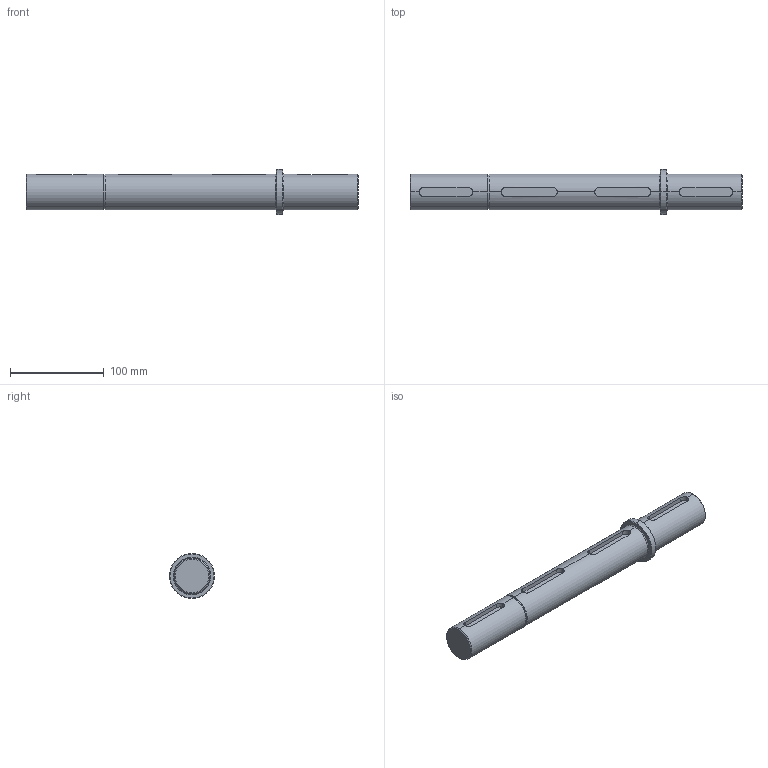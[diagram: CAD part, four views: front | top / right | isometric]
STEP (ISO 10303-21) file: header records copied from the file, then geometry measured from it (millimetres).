
FILE_DESCRIPTION (( 'STEP AP214' ), '1' );
FILE_NAME ('HBR-67-DS.step', '2019-06-11T14:18:33', ( '' ), ( '' ), 'SwSTEP 2.0', 'SolidWorks 2018', '' );
FILE_SCHEMA (( 'AUTOMOTIVE_DESIGN' ));
Length unit declared in the file: inch
Products named in the file (1): HBR-67-DS
Bounding box: 354.02 x 48 x 48 mm (x, y, z)
Volume: 396809.6 mm3; surface area: 48558.6 mm2
Topology: 1 solids, 1 shells, 52 faces, 122 edges, 76 vertices
Faces by surface type: cylinder 22, plane 18, cone 8, bspline 4
Entity records: 2012 total; most frequent: CARTESIAN_POINT 799, ORIENTED_EDGE 244, DIRECTION 244, EDGE_CURVE 122, AXIS2_PLACEMENT_3D 93, VERTEX_POINT 76, LINE 58, VECTOR 58
